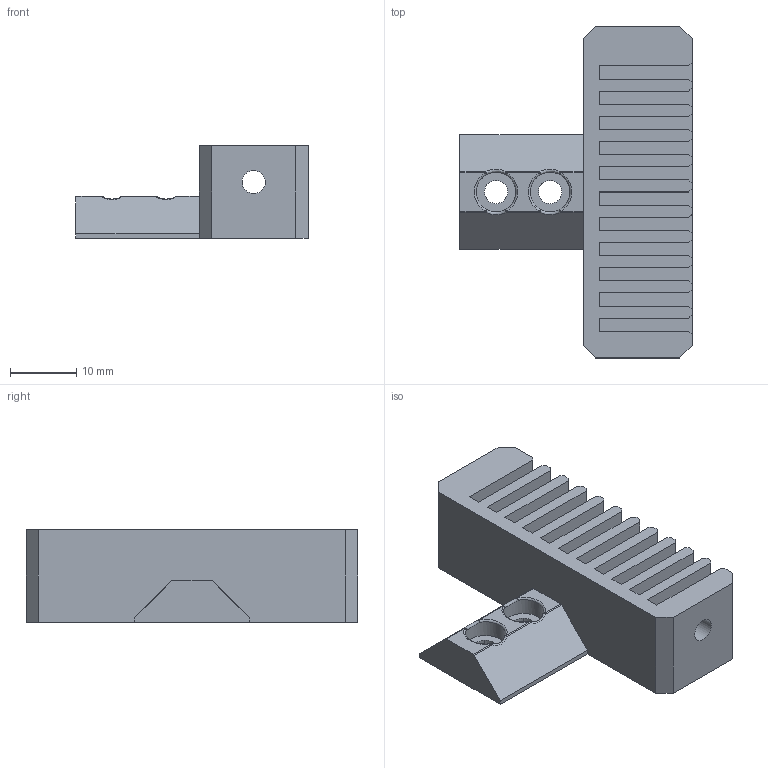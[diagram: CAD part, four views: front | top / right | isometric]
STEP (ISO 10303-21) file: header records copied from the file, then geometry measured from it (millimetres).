
FILE_DESCRIPTION(/* description */ (''),/* implementation_level */ '2;1');
FILE_NAME(/* name */ 'silicone brush holder.step',/* time_stamp */ '2023-07-23T01:10:24-07:00',/* author */ (''),/* organization */ (''),/* preprocessor_version */ 'ST-DEVELOPER v19.2',/* originating_system */ 'Autodesk Translation Framework v12.6.0.85',/* authorisation */ '');
FILE_SCHEMA (('AUTOMOTIVE_DESIGN { 1 0 10303 214 3 1 1 }'));
Length unit declared in the file: millimetre
Products named in the file (2): brush holder; Brush Holder_1
Assembly tree (1 placements, depth 2):
  brush holder
    Brush Holder_1
Bounding box: 35 x 50 x 14 mm (x, y, z)
Volume: 8872.2 mm3; surface area: 7728 mm2
Topology: 1 solids, 1 shells, 131 faces, 360 edges, 232 vertices
Faces by surface type: plane 89, cylinder 26, sphere 8, bspline 4, torus 4
Full cylindrical faces by diameter (mm): 3.5 x12, 4.7 x1, 6 x1, 6.001 x1
Entity records: 4359 total; most frequent: CARTESIAN_POINT 862, ORIENTED_EDGE 720, DIRECTION 704, EDGE_CURVE 360, LINE 276, VECTOR 276, VERTEX_POINT 232, AXIS2_PLACEMENT_3D 214
